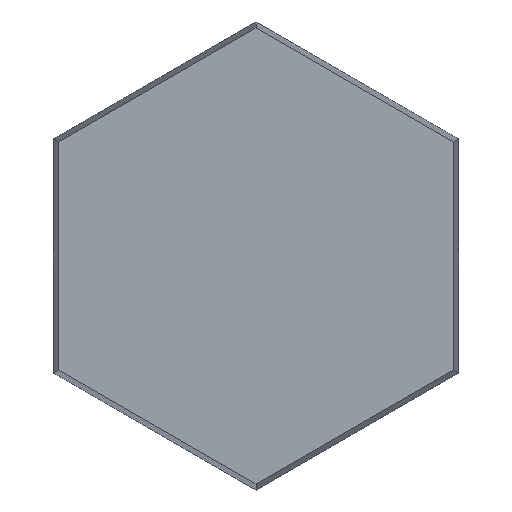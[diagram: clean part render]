
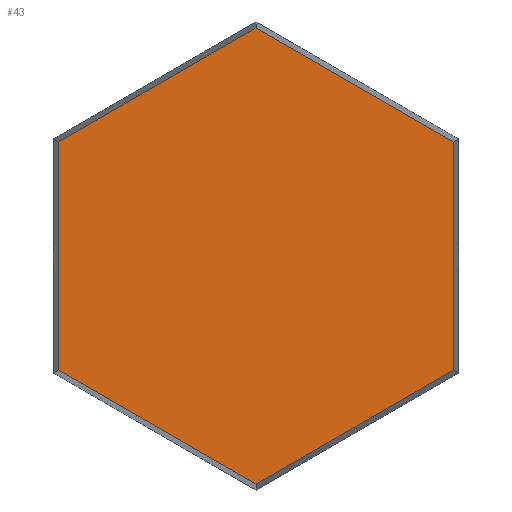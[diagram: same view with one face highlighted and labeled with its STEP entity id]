
A CAD part, front view. The second image highlights one B-rep face of the part: STEP entity #43.
In plain terms, the highlighted planar face has unit normal (0, -1, 0).
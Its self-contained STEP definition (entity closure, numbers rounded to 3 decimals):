
#43 = ADVANCED_FACE( '', ( #87 ), #88, .F. );
#87 = FACE_OUTER_BOUND( '', #130, .T. );
#88 = PLANE( '', #131 );
#130 = EDGE_LOOP( '', ( #181, #182, #183, #184, #185, #186 ) );
#131 = AXIS2_PLACEMENT_3D( '', #187, #188, #189 );
#181 = ORIENTED_EDGE( '', *, *, #252, .F. );
#182 = ORIENTED_EDGE( '', *, *, #255, .F. );
#183 = ORIENTED_EDGE( '', *, *, #256, .F. );
#184 = ORIENTED_EDGE( '', *, *, #247, .F. );
#185 = ORIENTED_EDGE( '', *, *, #257, .F. );
#186 = ORIENTED_EDGE( '', *, *, #258, .F. );
#187 = CARTESIAN_POINT( '', ( 0., 0., 0. ) );
#188 = DIRECTION( '', ( 0., 1., 0. ) );
#189 = DIRECTION( '', ( 0., 0., 1. ) );
#247 = EDGE_CURVE( '', #283, #285, #286, .T. );
#252 = EDGE_CURVE( '', #292, #294, #295, .T. );
#255 = EDGE_CURVE( '', #298, #292, #299, .T. );
#256 = EDGE_CURVE( '', #285, #298, #300, .T. );
#257 = EDGE_CURVE( '', #301, #283, #302, .T. );
#258 = EDGE_CURVE( '', #294, #301, #303, .T. );
#283 = VERTEX_POINT( '', #331 );
#285 = VERTEX_POINT( '', #334 );
#286 = LINE( '', #335, #336 );
#292 = VERTEX_POINT( '', #344 );
#294 = VERTEX_POINT( '', #347 );
#295 = LINE( '', #348, #349 );
#298 = VERTEX_POINT( '', #353 );
#299 = LINE( '', #354, #355 );
#300 = LINE( '', #356, #357 );
#301 = VERTEX_POINT( '', #358 );
#302 = LINE( '', #359, #360 );
#303 = LINE( '', #361, #362 );
#331 = CARTESIAN_POINT( '', ( 12.173, 0., 7.028 ) );
#334 = CARTESIAN_POINT( '', ( 12.173, 0., -7.028 ) );
#335 = CARTESIAN_POINT( '', ( 12.173, 0., 0. ) );
#336 = VECTOR( '', #394, 1000. );
#344 = CARTESIAN_POINT( '', ( -12.173, 0., -7.028 ) );
#347 = CARTESIAN_POINT( '', ( -12.173, 0., 7.028 ) );
#348 = CARTESIAN_POINT( '', ( -12.173, 0., 0. ) );
#349 = VECTOR( '', #398, 1000. );
#353 = CARTESIAN_POINT( '', ( 0., 0., -14.056 ) );
#354 = CARTESIAN_POINT( '', ( -6.086, 0., -10.542 ) );
#355 = VECTOR( '', #400, 1000. );
#356 = CARTESIAN_POINT( '', ( 6.086, 0., -10.542 ) );
#357 = VECTOR( '', #401, 1000. );
#358 = CARTESIAN_POINT( '', ( 0., 0., 14.056 ) );
#359 = CARTESIAN_POINT( '', ( 6.086, 0., 10.542 ) );
#360 = VECTOR( '', #402, 1000. );
#361 = CARTESIAN_POINT( '', ( -6.086, 0., 10.542 ) );
#362 = VECTOR( '', #403, 1000. );
#394 = DIRECTION( '', ( 0., 0., -1. ) );
#398 = DIRECTION( '', ( 0., 0., 1. ) );
#400 = DIRECTION( '', ( -0.866, 0., 0.5 ) );
#401 = DIRECTION( '', ( -0.866, 0., -0.5 ) );
#402 = DIRECTION( '', ( 0.866, 0., -0.5 ) );
#403 = DIRECTION( '', ( 0.866, 0., 0.5 ) );
